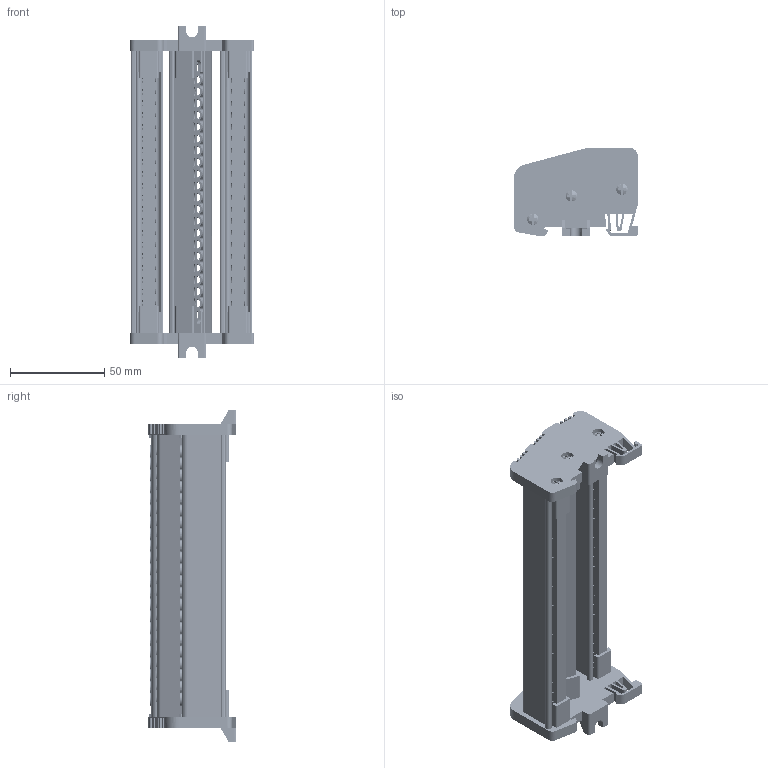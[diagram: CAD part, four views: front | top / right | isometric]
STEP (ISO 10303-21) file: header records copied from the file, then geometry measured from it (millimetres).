
FILE_DESCRIPTION (( 'STEP AP203' ), '1' );
FILE_NAME ('6,5x9 Üç Kutuplu Daðýtýcý Ünite - 22 Delikli.STEP', '2019-01-08T12:25:56', ( '' ), ( '' ), 'SwSTEP 2.0', 'SolidWorks 2011', '' );
FILE_SCHEMA (( 'CONFIG_CONTROL_DESIGN' ));
Products named in the file (1): 6,5x9 Üç Kutuplu Daðýtýcý Ünite - 22 Delikli
Bounding box: 66 x 47 x 176.5 mm (x, y, z)
Volume: 93768.3 mm3; surface area: 99290.7 mm2
Topology: 1 solids, 16 shells, 4162 faces, 12123 edges, 8223 vertices
Faces by surface type: plane 1759, cylinder 1081, cone 992, bspline 330
Entity records: 186831 total; most frequent: CARTESIAN_POINT 88919, ORIENTED_EDGE 24246, DIRECTION 14354, EDGE_CURVE 12123, VERTEX_POINT 8223, B_SPLINE_CURVE_WITH_KNOTS 6026, LINE 5242, VECTOR 5242
